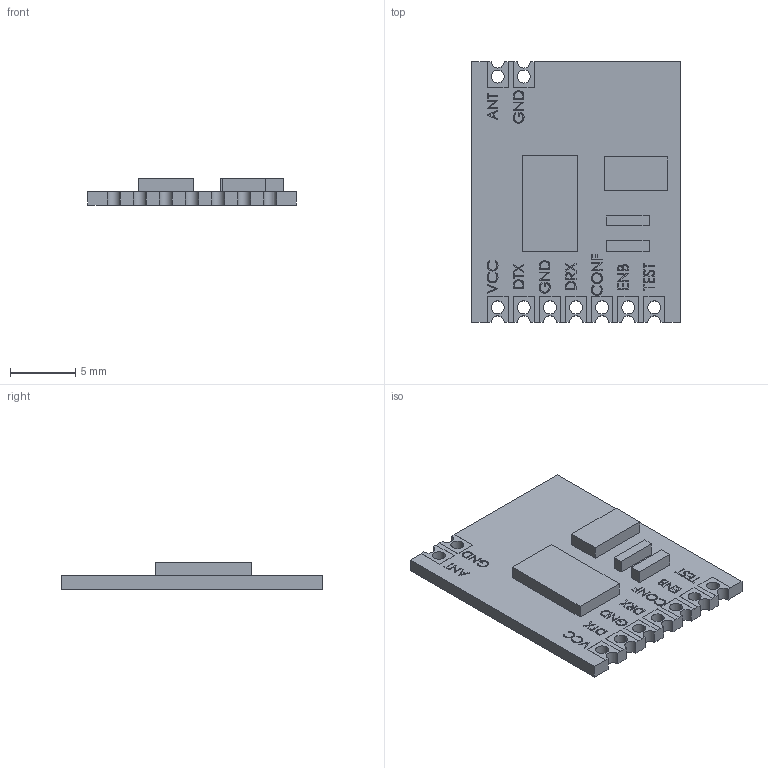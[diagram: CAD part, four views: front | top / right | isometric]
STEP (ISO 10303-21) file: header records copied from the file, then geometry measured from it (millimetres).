
FILE_DESCRIPTION (( 'STEP AP214' ), '1' );
FILE_NAME ('HM-TRP.STEP', '2016-08-15T19:07:52', ( '' ), ( '' ), 'SwSTEP 2.0', 'SolidWorks 2016', '' );
FILE_SCHEMA (( 'AUTOMOTIVE_DESIGN' ));
Length unit declared in the file: millimetre
Products named in the file (1): HM-TRP
Bounding box: 16 x 20 x 2 mm (x, y, z)
Volume: 358.6 mm3; surface area: 780.2 mm2
Topology: 1 solids, 1 shells, 500 faces, 1368 edges, 912 vertices
Faces by surface type: plane 363, bspline 110, cylinder 27
Entity records: 27688 total; most frequent: CARTESIAN_POINT 10123, ORIENTED_EDGE 2736, DIRECTION 1984, EDGE_CURVE 1368, LINE 1094, VECTOR 1094, VERTEX_POINT 912, EDGE_LOOP 560
